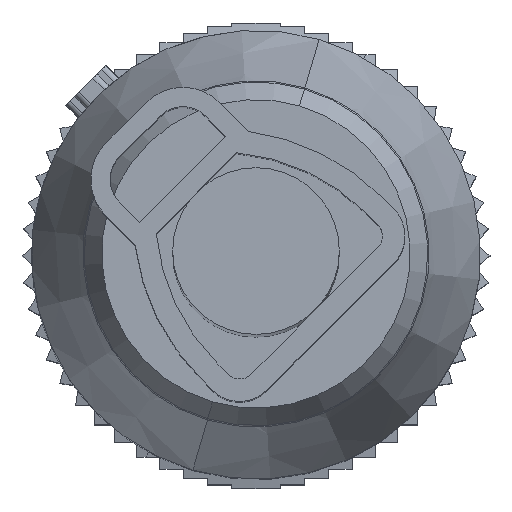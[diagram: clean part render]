
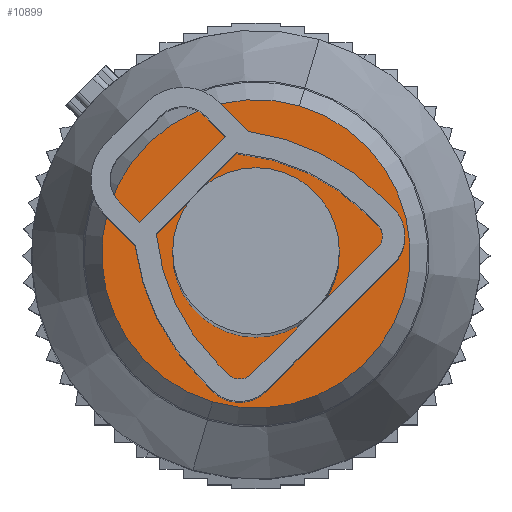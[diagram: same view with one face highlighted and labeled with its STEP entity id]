
A CAD part, top view. The second image highlights one B-rep face of the part: STEP entity #10899.
In plain terms, the highlighted planar face has unit normal (0, 0, 1).
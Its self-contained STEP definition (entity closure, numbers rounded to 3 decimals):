
#10821=AXIS2_PLACEMENT_3D('Circle Axis2P3D',#10819,#10820,$) ;
#10847=AXIS2_PLACEMENT_3D('Circle Axis2P3D',#10845,#10846,$) ;
#10875=AXIS2_PLACEMENT_3D('Plane Axis2P3D',#10872,#10873,#10874) ;
#10879=AXIS2_PLACEMENT_3D('Circle Axis2P3D',#10877,#10878,$) ;
#10888=AXIS2_PLACEMENT_3D('Circle Axis2P3D',#10886,#10887,$) ;
#10814=CARTESIAN_POINT('Vertex',(9.9,7.261,44.)) ;
#10819=CARTESIAN_POINT('Axis2P3D Location',(7.3,7.261,44.)) ;
#10823=CARTESIAN_POINT('Vertex',(4.7,7.261,44.)) ;
#10845=CARTESIAN_POINT('Axis2P3D Location',(7.3,7.261,44.)) ;
#10872=CARTESIAN_POINT('Axis2P3D Location',(10.702,10.663,44.)) ;
#10877=CARTESIAN_POINT('Axis2P3D Location',(7.3,7.261,44.)) ;
#10881=CARTESIAN_POINT('Vertex',(8.655,11.878,44.)) ;
#10883=CARTESIAN_POINT('Vertex',(5.945,2.645,44.)) ;
#10886=CARTESIAN_POINT('Axis2P3D Location',(7.3,7.261,44.)) ;
#10820=DIRECTION('Axis2P3D Direction',(0.,0.,1.)) ;
#10846=DIRECTION('Axis2P3D Direction',(0.,0.,1.)) ;
#10873=DIRECTION('Axis2P3D Direction',(0.,0.,1.)) ;
#10874=DIRECTION('Axis2P3D XDirection',(-0.707,0.707,0.)) ;
#10878=DIRECTION('Axis2P3D Direction',(0.,0.,1.)) ;
#10887=DIRECTION('Axis2P3D Direction',(0.,0.,1.)) ;
#10892=ORIENTED_EDGE('',*,*,#10885,.T.) ;
#10893=ORIENTED_EDGE('',*,*,#10890,.T.) ;
#10896=ORIENTED_EDGE('',*,*,#10825,.F.) ;
#10897=ORIENTED_EDGE('',*,*,#10849,.F.) ;
#10898=FACE_BOUND('',#10895,.T.) ;
#10899=ADVANCED_FACE('Hauptkoerper',(#10894,#10898),#10876,.T.) ;
#10822=CIRCLE('generated circle',#10821,2.6) ;
#10848=CIRCLE('generated circle',#10847,2.6) ;
#10880=CIRCLE('generated circle',#10879,4.811) ;
#10889=CIRCLE('generated circle',#10888,4.811) ;
#10825=EDGE_CURVE('',#10815,#10824,#10822,.T.) ;
#10849=EDGE_CURVE('',#10824,#10815,#10848,.T.) ;
#10885=EDGE_CURVE('',#10882,#10884,#10880,.T.) ;
#10890=EDGE_CURVE('',#10884,#10882,#10889,.T.) ;
#10891=EDGE_LOOP('',(#10892,#10893)) ;
#10895=EDGE_LOOP('',(#10896,#10897)) ;
#10894=FACE_OUTER_BOUND('',#10891,.T.) ;
#10876=PLANE('',#10875) ;
#10815=VERTEX_POINT('',#10814) ;
#10824=VERTEX_POINT('',#10823) ;
#10882=VERTEX_POINT('',#10881) ;
#10884=VERTEX_POINT('',#10883) ;
